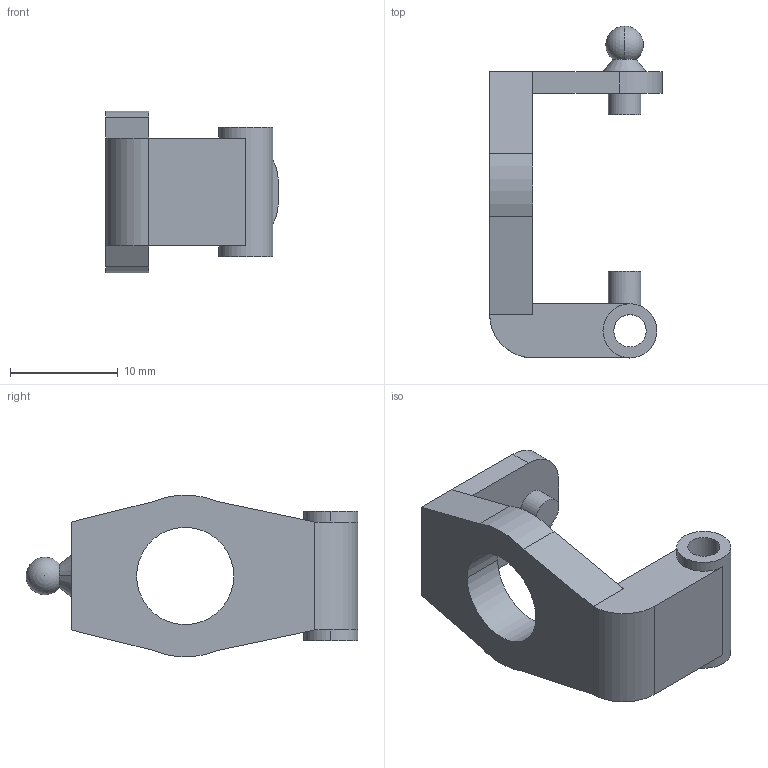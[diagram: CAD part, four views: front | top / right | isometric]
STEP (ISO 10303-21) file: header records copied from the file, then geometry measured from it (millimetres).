
FILE_DESCRIPTION (( 'STEP AP203' ), '1' );
FILE_NAME ('V4_Chub_默认_sldprt.STEP', '2019-01-08T05:43:35', ( '' ), ( '' ), 'SwSTEP 2.0', 'SolidWorks 2016', '' );
FILE_SCHEMA (( 'CONFIG_CONTROL_DESIGN' ));
Length unit declared in the file: millimetre
Products named in the file (1): V4_Chub_默认_sldprt
Bounding box: 16 x 30.74 x 14.95 mm (x, y, z)
Volume: 1801 mm3; surface area: 1705.1 mm2
Topology: 1 solids, 1 shells, 38 faces, 104 edges, 68 vertices
Faces by surface type: plane 19, cylinder 15, cone 2, sphere 2
Entity records: 1280 total; most frequent: CARTESIAN_POINT 221, DIRECTION 217, ORIENTED_EDGE 198, EDGE_CURVE 99, AXIS2_PLACEMENT_3D 81, VERTEX_POINT 65, VECTOR 55, LINE 55
